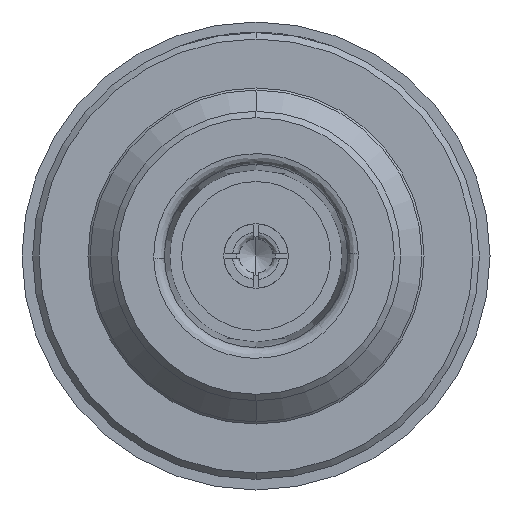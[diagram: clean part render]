
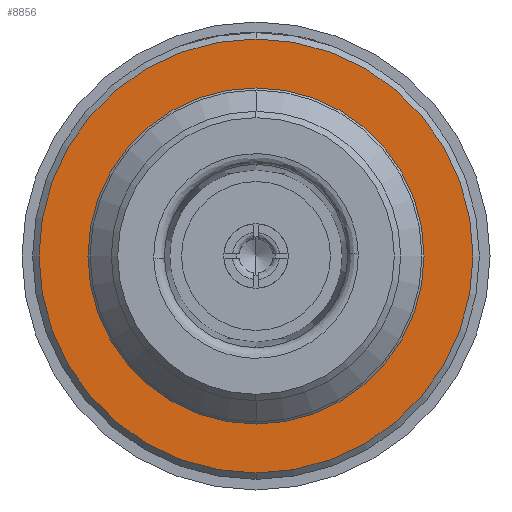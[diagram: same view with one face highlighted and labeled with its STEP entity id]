
A CAD part, left-side view. The second image highlights one B-rep face of the part: STEP entity #8856.
In plain terms, the highlighted planar face has unit normal (-1, 0, 0).
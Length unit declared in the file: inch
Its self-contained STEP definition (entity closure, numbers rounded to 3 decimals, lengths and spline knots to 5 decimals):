
#174 = DIRECTION ( 'NONE',  ( 0., 0., -1. ) ) ;
#281 = CIRCLE ( 'NONE', #7142, 0.31102 ) ;
#287 = EDGE_CURVE ( 'NONE', #2493, #4685, #9072, .T. ) ;
#446 = EDGE_LOOP ( 'NONE', ( #9757, #5151 ) ) ;
#855 = CARTESIAN_POINT ( 'NONE',  ( 0.5315, 0., 0. ) ) ;
#1125 = DIRECTION ( 'NONE',  ( 0., 0., 1. ) ) ;
#1313 = CARTESIAN_POINT ( 'NONE',  ( 0.5315, 0., 0. ) ) ;
#1654 = CARTESIAN_POINT ( 'NONE',  ( 0.5315, 0., 0. ) ) ;
#1901 = DIRECTION ( 'NONE',  ( 1., 0., 0. ) ) ;
#2187 = FACE_BOUND ( 'NONE', #5963, .T. ) ;
#2382 = ORIENTED_EDGE ( 'NONE', *, *, #287, .T. ) ;
#2493 = VERTEX_POINT ( 'NONE', #9933 ) ;
#2664 = CARTESIAN_POINT ( 'NONE',  ( 0.5315, 0., 0. ) ) ;
#3034 = CARTESIAN_POINT ( 'NONE',  ( 0.5315, 0., -0.31102 ) ) ;
#3213 = DIRECTION ( 'NONE',  ( 1., 0., 0. ) ) ;
#3242 = EDGE_CURVE ( 'NONE', #7634, #4632, #4340, .T. ) ;
#3763 = PLANE ( 'NONE',  #6731 ) ;
#4047 = DIRECTION ( 'NONE',  ( 0., 0., 1. ) ) ;
#4340 = CIRCLE ( 'NONE', #9058, 0.40157 ) ;
#4632 = VERTEX_POINT ( 'NONE', #6601 ) ;
#4685 = VERTEX_POINT ( 'NONE', #3034 ) ;
#4757 = DIRECTION ( 'NONE',  ( 0., 0., -1. ) ) ;
#4758 = CARTESIAN_POINT ( 'NONE',  ( 0.5315, 0., 0. ) ) ;
#4979 = EDGE_CURVE ( 'NONE', #4685, #2493, #281, .T. ) ;
#5151 = ORIENTED_EDGE ( 'NONE', *, *, #6416, .F. ) ;
#5367 = ORIENTED_EDGE ( 'NONE', *, *, #4979, .T. ) ;
#5643 = AXIS2_PLACEMENT_3D ( 'NONE', #1654, #7096, #4757 ) ;
#5963 = EDGE_LOOP ( 'NONE', ( #2382, #5367 ) ) ;
#6416 = EDGE_CURVE ( 'NONE', #4632, #7634, #9550, .T. ) ;
#6601 = CARTESIAN_POINT ( 'NONE',  ( 0.5315, 0., 0.40157 ) ) ;
#6731 = AXIS2_PLACEMENT_3D ( 'NONE', #1313, #6870, #9972 ) ;
#6870 = DIRECTION ( 'NONE',  ( -1., 0., 0. ) ) ;
#6952 = DIRECTION ( 'NONE',  ( 1., 0., 0. ) ) ;
#7096 = DIRECTION ( 'NONE',  ( 1., 0., 0. ) ) ;
#7142 = AXIS2_PLACEMENT_3D ( 'NONE', #2664, #1901, #1125 ) ;
#7236 = CARTESIAN_POINT ( 'NONE',  ( 0.5315, 0., -0.40157 ) ) ;
#7634 = VERTEX_POINT ( 'NONE', #7236 ) ;
#7775 = AXIS2_PLACEMENT_3D ( 'NONE', #4758, #6952, #4047 ) ;
#8410 = FACE_OUTER_BOUND ( 'NONE', #446, .T. ) ;
#8856 = ADVANCED_FACE ( 'NONE', ( #2187, #8410 ), #3763, .T. ) ;
#9058 = AXIS2_PLACEMENT_3D ( 'NONE', #855, #3213, #174 ) ;
#9072 = CIRCLE ( 'NONE', #7775, 0.31102 ) ;
#9550 = CIRCLE ( 'NONE', #5643, 0.40157 ) ;
#9757 = ORIENTED_EDGE ( 'NONE', *, *, #3242, .F. ) ;
#9933 = CARTESIAN_POINT ( 'NONE',  ( 0.5315, 0., 0.31102 ) ) ;
#9972 = DIRECTION ( 'NONE',  ( 0., 0., 1. ) ) ;
